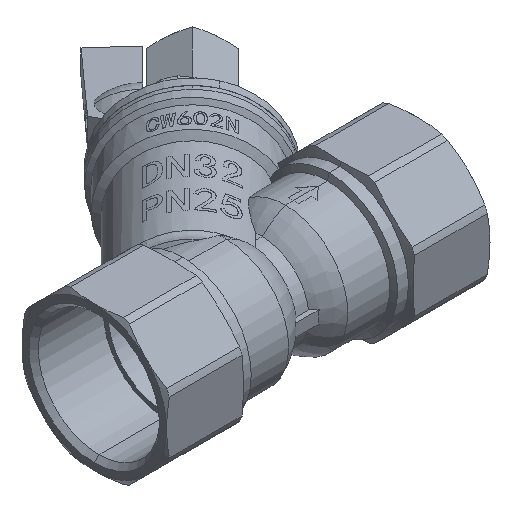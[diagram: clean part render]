
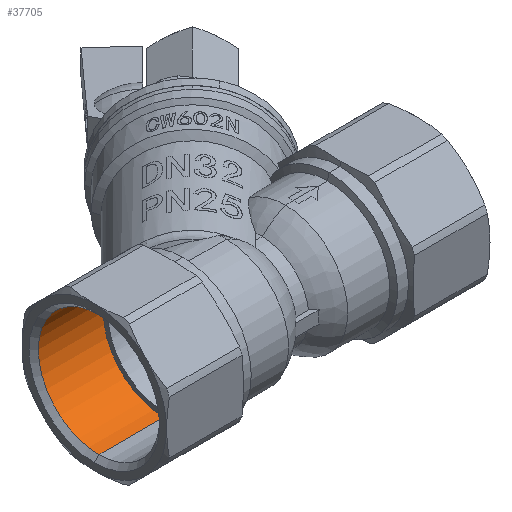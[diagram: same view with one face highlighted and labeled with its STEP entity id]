
A CAD part, isometric view. The second image highlights one B-rep face of the part: STEP entity #37705.
In plain terms, the highlighted cylindrical face has radius 19.5 mm (diameter 39 mm), a partial arc.
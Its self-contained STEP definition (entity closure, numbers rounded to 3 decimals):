
#1315 = CARTESIAN_POINT ( 'NONE',  ( -50.5, 0., 19.5 ) ) ;
#5142 = EDGE_CURVE ( 'NONE', #68264, #7759, #31028, .T. ) ;
#5255 = EDGE_CURVE ( 'NONE', #27518, #67790, #14784, .T. ) ;
#7759 = VERTEX_POINT ( 'NONE', #20132 ) ;
#7770 = DIRECTION ( 'NONE',  ( 0., 0., 1. ) ) ;
#11226 = ORIENTED_EDGE ( 'NONE', *, *, #34440, .F. ) ;
#14111 = CARTESIAN_POINT ( 'NONE',  ( 0., 0., -19.5 ) ) ;
#14784 = CIRCLE ( 'NONE', #44026, 19.5 ) ;
#18485 = AXIS2_PLACEMENT_3D ( 'NONE', #34033, #33492, #33345 ) ;
#19125 = VECTOR ( 'NONE', #57689, 1000. ) ;
#20132 = CARTESIAN_POINT ( 'NONE',  ( -50.5, 0., -19.5 ) ) ;
#26346 = CARTESIAN_POINT ( 'NONE',  ( -29.6, 0., 19.5 ) ) ;
#27518 = VERTEX_POINT ( 'NONE', #26346 ) ;
#28325 = FACE_OUTER_BOUND ( 'NONE', #46212, .T. ) ;
#31028 = CIRCLE ( 'NONE', #18485, 19.5 ) ;
#32597 = CARTESIAN_POINT ( 'NONE',  ( 0., 0., 0. ) ) ;
#33345 = DIRECTION ( 'NONE',  ( 0., 0., 1. ) ) ;
#33492 = DIRECTION ( 'NONE',  ( -1., 0., 0. ) ) ;
#34033 = CARTESIAN_POINT ( 'NONE',  ( -50.5, 0., 0. ) ) ;
#34440 = EDGE_CURVE ( 'NONE', #67790, #7759, #35307, .T. ) ;
#35095 = EDGE_CURVE ( 'NONE', #27518, #68264, #65061, .T. ) ;
#35307 = LINE ( 'NONE', #14111, #19125 ) ;
#37705 = ADVANCED_FACE ( 'NONE', ( #28325 ), #50390, .F. ) ;
#44026 = AXIS2_PLACEMENT_3D ( 'NONE', #53659, #53422, #53340 ) ;
#46212 = EDGE_LOOP ( 'NONE', ( #11226, #68521, #68206, #67367 ) ) ;
#50390 = CYLINDRICAL_SURFACE ( 'NONE', #67222, 19.5 ) ;
#53340 = DIRECTION ( 'NONE',  ( 0., 0., 1. ) ) ;
#53422 = DIRECTION ( 'NONE',  ( -1., 0., 0. ) ) ;
#53659 = CARTESIAN_POINT ( 'NONE',  ( -29.6, 0., 0. ) ) ;
#53952 = VECTOR ( 'NONE', #68140, 1000. ) ;
#55327 = CARTESIAN_POINT ( 'NONE',  ( -29.6, 0., -19.5 ) ) ;
#57689 = DIRECTION ( 'NONE',  ( -1., 0., 0. ) ) ;
#62797 = CARTESIAN_POINT ( 'NONE',  ( 0., 0., 19.5 ) ) ;
#65061 = LINE ( 'NONE', #62797, #53952 ) ;
#67222 = AXIS2_PLACEMENT_3D ( 'NONE', #32597, #67552, #7770 ) ;
#67367 = ORIENTED_EDGE ( 'NONE', *, *, #5142, .T. ) ;
#67552 = DIRECTION ( 'NONE',  ( -1., 0., 0. ) ) ;
#67790 = VERTEX_POINT ( 'NONE', #55327 ) ;
#68140 = DIRECTION ( 'NONE',  ( -1., 0., 0. ) ) ;
#68206 = ORIENTED_EDGE ( 'NONE', *, *, #35095, .T. ) ;
#68264 = VERTEX_POINT ( 'NONE', #1315 ) ;
#68521 = ORIENTED_EDGE ( 'NONE', *, *, #5255, .F. ) ;
